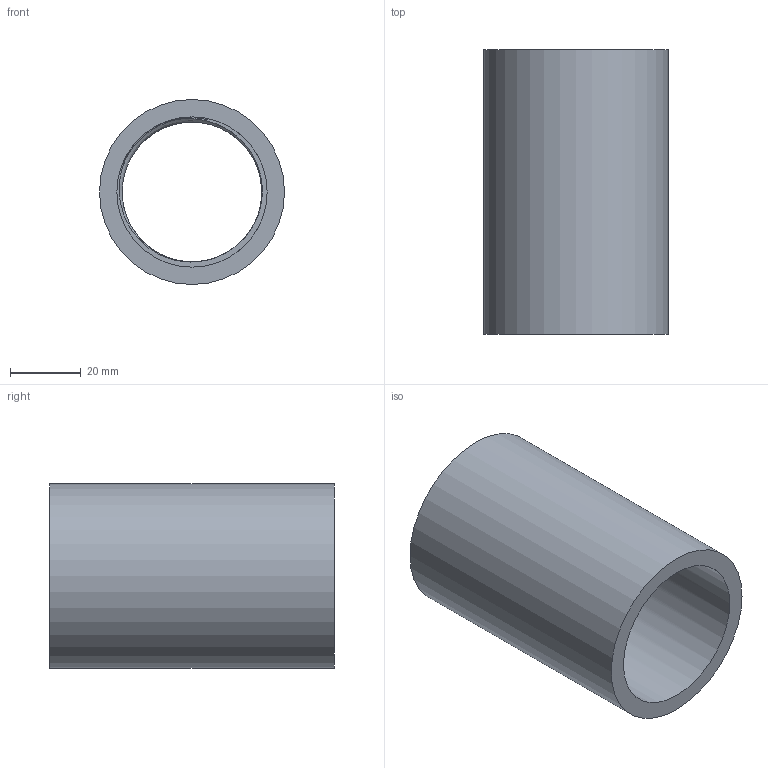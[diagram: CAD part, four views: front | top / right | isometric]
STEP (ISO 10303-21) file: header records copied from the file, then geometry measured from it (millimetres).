
FILE_DESCRIPTION(/* description */ (''),/* implementation_level */ '2;1');
FILE_NAME(/* name */ 'iPhone 13 Pro v46 Lens Mount.step',/* time_stamp */ '2024-09-23T17:54:49-07:00',/* author */ (''),/* organization */ (''),/* preprocessor_version */ 'ST-DEVELOPER v20',/* originating_system */ 'Autodesk Translation Framework v13.20.0.188',/* authorisation */ '');
FILE_SCHEMA (('AUTOMOTIVE_DESIGN { 1 0 10303 214 3 1 1 }'));
Length unit declared in the file: millimetre
Products named in the file (1): iPhone 13 Pro
Bounding box: 52.3 x 80.5 x 52.3 mm (x, y, z)
Volume: 59992.3 mm3; surface area: 25978.8 mm2
Topology: 1 solids, 1 shells, 12 faces, 29 edges, 20 vertices
Faces by surface type: cylinder 5, bspline 4, plane 3
Full cylindrical faces by diameter (mm): 42.483 x1, 42.5 x1, 52.3 x1
Entity records: 1414 total; most frequent: CARTESIAN_POINT 1012, ORIENTED_EDGE 58, DIRECTION 34, EDGE_CURVE 29, VERTEX_POINT 20, PRESENTATION_STYLE_ASSIGNMENT 20, SURFACE_STYLE_USAGE 20, SURFACE_SIDE_STYLE 20
